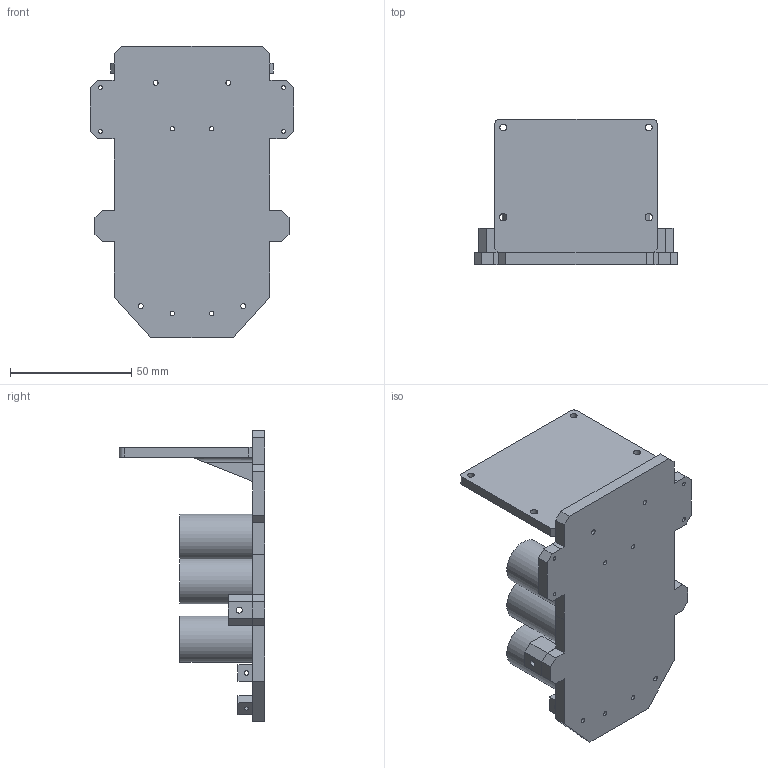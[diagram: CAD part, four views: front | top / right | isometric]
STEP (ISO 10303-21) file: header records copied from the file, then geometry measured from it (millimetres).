
FILE_DESCRIPTION(/* description */ (''),/* implementation_level */ '2;1');
FILE_NAME(/* name */ 'base_plate_v5.step',/* time_stamp */ '2023-09-26T21:23:39+02:00',/* author */ (''),/* organization */ (''),/* preprocessor_version */ 'ST-DEVELOPER v20',/* originating_system */ 'Autodesk Translation Framework v12.14.0.127',/* authorisation */ '');
FILE_SCHEMA (('AUTOMOTIVE_DESIGN { 1 0 10303 214 3 1 1 }','PROCESS_PLANNING_SCHEMA'));
Length unit declared in the file: millimetre
Products named in the file (1): FusionComponent
Bounding box: 84 x 60 x 120 mm (x, y, z)
Volume: 59571.9 mm3; surface area: 51963.6 mm2
Topology: 11 solids, 11 shells, 160 faces, 387 edges, 258 vertices
Faces by surface type: plane 113, cylinder 47
Full cylindrical faces by diameter (mm): 1.6 x4, 1.8 x10, 2.05 x4, 2.5 x2, 2.8 x2, 3 x2, 17 x12, 19 x2
Entity records: 4812 total; most frequent: DIRECTION 807, CARTESIAN_POINT 806, ORIENTED_EDGE 774, EDGE_CURVE 387, LINE 289, VECTOR 289, AXIS2_PLACEMENT_3D 259, VERTEX_POINT 258
